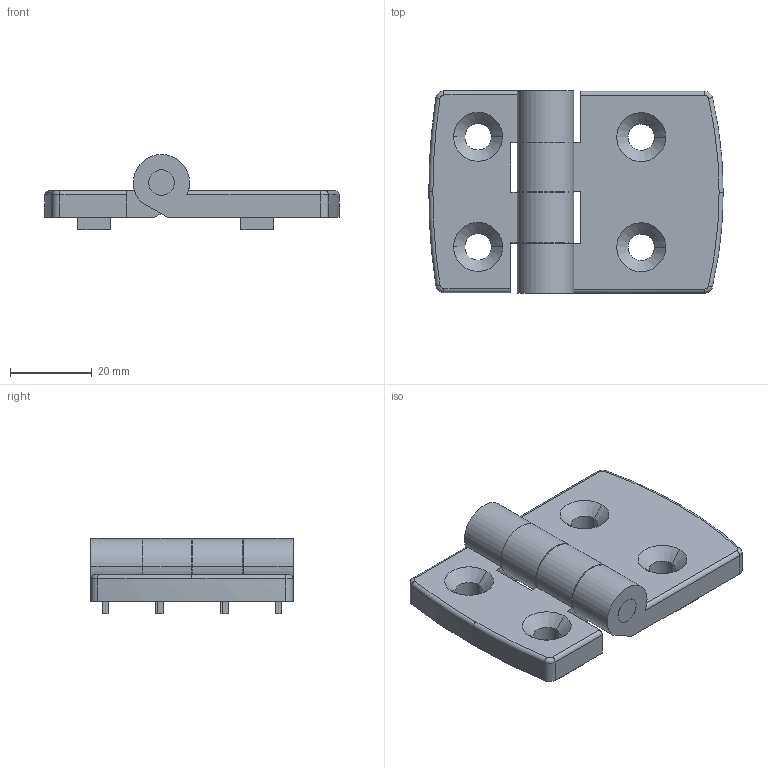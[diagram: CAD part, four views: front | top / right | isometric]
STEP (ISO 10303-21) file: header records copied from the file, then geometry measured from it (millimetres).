
FILE_DESCRIPTION (( 'STEP AP214' ), '1' );
FILE_NAME ('SNSD.30.50.96. Ïåòëÿ äâåðíàÿ àëþìèíåâàÿ 3045(B47).STEP', '2014-11-25T11:16:56', ( 'XTreme.ws' ), ( 'XTreme.ws' ), 'SwSTEP 2.0', 'SolidWorks 2014', '' );
FILE_SCHEMA (( 'AUTOMOTIVE_DESIGN' ));
Length unit declared in the file: millimetre
Products named in the file (4): SNSD.30.50.96. Ïåòëÿ äâåðíàÿ àëþìèíåâàÿ 3045(B47)_00; SNSD.30.50.96. ﾏ琿褻(B47)_00; SNSD.30.50.96. Ïåòëÿ äâåðíàÿ àëþìèíåâàÿ ìàëàÿ(B47)_00; SNSD.30.50.96. Ïåòëÿ äâåðíàÿ àëþìèíåâàÿ 3045(B47)
Assembly tree (3 placements, depth 2):
  SNSD.30.50.96. Ïåòëÿ äâåðíàÿ àëþìèíåâàÿ 3045(B47)
    SNSD.30.50.96. Ïåòëÿ äâåðíàÿ àëþìèíåâàÿ 3045(B47)_00
    SNSD.30.50.96. Ïåòëÿ äâåðíàÿ àëþìèíåâàÿ ìàëàÿ(B47)_00
    SNSD.30.50.96. ﾏ琿褻(B47)_00
Bounding box: 72.21 x 49.6 x 18.4 mm (x, y, z)
Volume: 24806.5 mm3; surface area: 13403.1 mm2
Topology: 3 solids, 3 shells, 192 faces, 494 edges, 324 vertices
Faces by surface type: plane 104, cylinder 72, torus 8, cone 8
Entity records: 6056 total; most frequent: DIRECTION 1054, CARTESIAN_POINT 1034, ORIENTED_EDGE 988, EDGE_CURVE 494, AXIS2_PLACEMENT_3D 364, LINE 326, VECTOR 326, VERTEX_POINT 324
